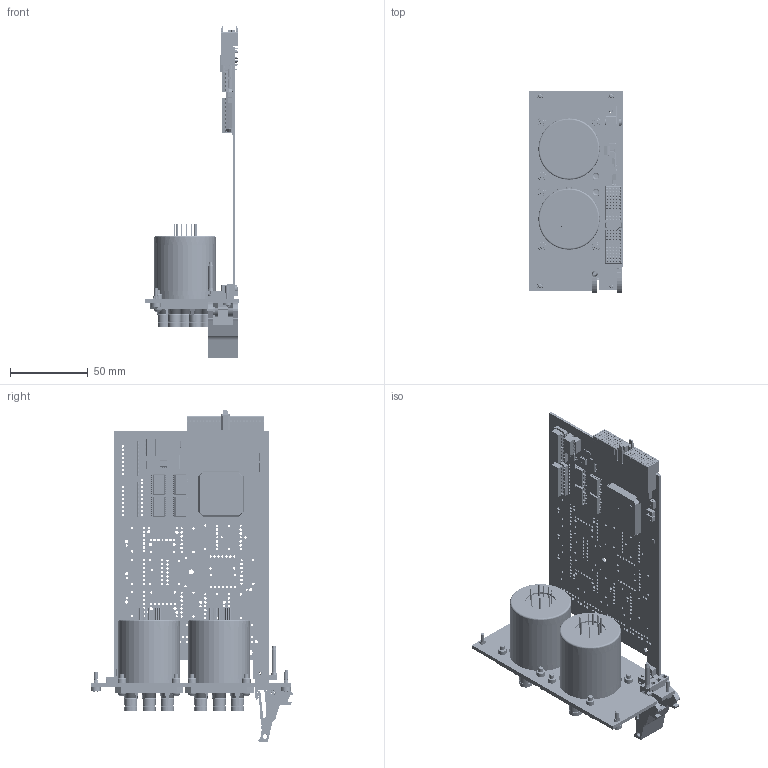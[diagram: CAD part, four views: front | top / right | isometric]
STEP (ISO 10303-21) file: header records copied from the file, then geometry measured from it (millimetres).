
FILE_DESCRIPTION (( 'STEP AP214' ), '1' );
FILE_NAME ('40-785-752 PXI uWave Dual 6CH MUX 1.5-5.6.STEP', '2013-09-10T08:27:44', ( 'admin' ), ( '' ), 'SwSTEP 2.0', 'SolidWorks 2012', '' );
FILE_SCHEMA (( 'AUTOMOTIVE_DESIGN' ));
Length unit declared in the file: millimetre
Products named in the file (1): 40-785-752 PXI uWave Dual 6CH MUX 1.5-5.6
Bounding box: 60 x 129.87 x 213.99 mm (x, y, z)
Surface area: 95347 mm2 (no closed solid volume)
Topology: 0 solids, 491 shells, 3977 faces, 18298 edges, 14335 vertices
Faces by surface type: plane 2440, cylinder 967, cone 437, torus 103, bspline 23, sphere 7
Full cylindrical faces by diameter (mm): 0.397 x2, 0.405 x7, 0.6 x110, 1 x49, 1.051 x14, 1.245 x5, 1.397 x60, 1.422 x27, 1.496 x1, 1.524 x66, 1.549 x8, 1.651 x80, 1.967 x2, 2 x7, 2.015 x1, 2.032 x16, 2.05 x1, 2.094 x1, 2.095 x5, 2.108 x1, 2.179 x1, 2.388 x1, 2.438 x2, 2.449 x14, 2.497 x1, 2.5 x5, 2.6 x1, 2.7 x1, 2.8 x1, 3 x3
Entity records: 234109 total; most frequent: CARTESIAN_POINT 53296, DIRECTION 26859, ORIENTED_EDGE 23914, EDGE_CURVE 17418, VERTEX_POINT 14134, VECTOR 10359, LINE 10359, AXIS2_PLACEMENT_3D 8250
